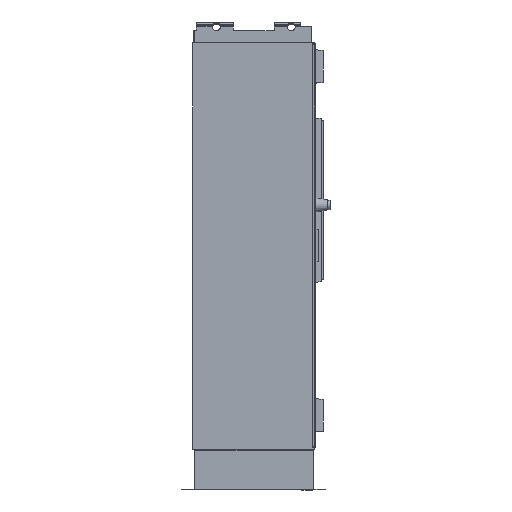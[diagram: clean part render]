
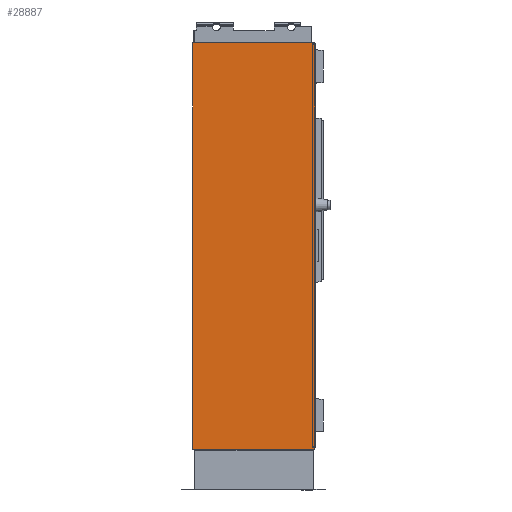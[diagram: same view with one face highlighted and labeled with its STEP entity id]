
A CAD part, left-side view. The second image highlights one B-rep face of the part: STEP entity #28887.
In plain terms, the highlighted planar face has unit normal (-1, 0, 0).
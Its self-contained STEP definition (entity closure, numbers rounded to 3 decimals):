
#28887=ADVANCED_FACE('',(#37343),#33238,.T.);
#33238=PLANE('',#118292);
#37343=FACE_OUTER_BOUND('',#42385,.T.);
#42385=EDGE_LOOP('',(#55027,#55028,#55029,#55030));
#55027=ORIENTED_EDGE('',*,*,#84391,.F.);
#55028=ORIENTED_EDGE('',*,*,#85186,.T.);
#55029=ORIENTED_EDGE('',*,*,#85187,.F.);
#55030=ORIENTED_EDGE('',*,*,#85188,.F.);
#74574=VERTEX_POINT('',#156628);
#74576=VERTEX_POINT('',#156632);
#75143=VERTEX_POINT('',#158541);
#75144=VERTEX_POINT('',#158545);
#84391=EDGE_CURVE('',#74576,#74574,#96497,.T.);
#85186=EDGE_CURVE('',#74576,#75143,#97174,.T.);
#85187=EDGE_CURVE('',#75144,#75143,#97175,.T.);
#85188=EDGE_CURVE('',#74574,#75144,#97176,.T.);
#96497=LINE('',#156633,#107756);
#97174=LINE('',#158542,#108433);
#97175=LINE('',#158544,#108434);
#97176=LINE('',#158546,#108435);
#107756=VECTOR('',#128665,1.);
#108433=VECTOR('',#129960,1.);
#108434=VECTOR('',#129963,1.);
#108435=VECTOR('',#129964,1.);
#118292=AXIS2_PLACEMENT_3D('',#158547,#129965,#129966);
#128665=DIRECTION('',(0.,-1.,0.));
#129960=DIRECTION('',(0.,0.,-1.));
#129963=DIRECTION('',(0.,1.,0.));
#129964=DIRECTION('',(0.,0.,-1.));
#129965=DIRECTION('',(-1.,0.,0.));
#129966=DIRECTION('',(0.,0.,1.));
#156628=CARTESIAN_POINT('',(-1750.,0.,1899.5));
#156632=CARTESIAN_POINT('',(-1750.,600.,1899.5));
#156633=CARTESIAN_POINT('',(-1750.,600.,1899.5));
#158541=CARTESIAN_POINT('',(-1750.,600.,-100.));
#158542=CARTESIAN_POINT('',(-1750.,600.,1932.5));
#158544=CARTESIAN_POINT('',(-1750.,600.,-100.));
#158545=CARTESIAN_POINT('',(-1750.,0.,-100.));
#158546=CARTESIAN_POINT('',(-1750.,0.,0.));
#158547=CARTESIAN_POINT('',(-1750.,300.,1932.5));
